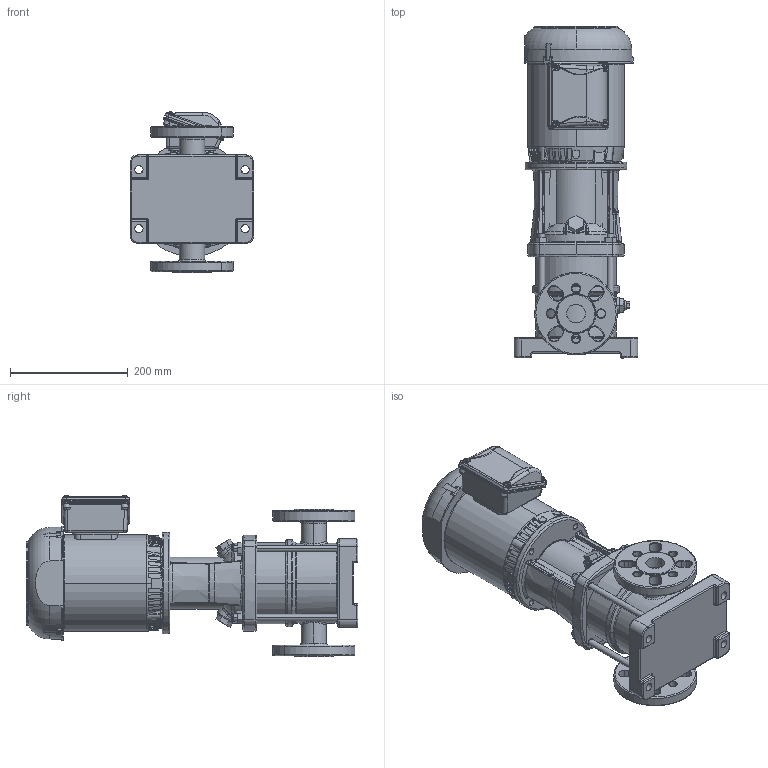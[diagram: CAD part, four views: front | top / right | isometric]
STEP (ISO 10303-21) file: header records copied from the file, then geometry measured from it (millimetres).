
FILE_DESCRIPTION (( 'STEP AP203' ), '1' );
FILE_NAME ('3303038 - MVI-20-3-1 HP-56C-304-E-208-230_460~3.step', '2022-03-30T16:40:01', ( '' ), ( '' ), 'SwSTEP 2.0', 'SolidWorks 2021', '' );
FILE_SCHEMA (( 'CONFIG_CONTROL_DESIGN' ));
Length unit declared in the file: inch
Products named in the file (5): 3303038 - MVI-20-3-1 HP-56C-304-E-208-230_460~3; 2700086 - NEMA V2 1 HP 56C 208-230_460~3 TEFC; MVI PEO - [304-EPDM]_3304038 - MVI-20-3-1 HP-56C-304-E-S; TEFC MOTOR_2700086 - NEMA V2 1 HP 56C 208-230_460~3 TEFC; sbi_n_5-3_flange(NEMA)
Assembly tree (4 placements, depth 3):
  3303038 - MVI-20-3-1 HP-56C-304-E-208-230_460~3
    MVI PEO - [304-EPDM]_3304038 - MVI-20-3-1 HP-56C-304-E-S
      sbi_n_5-3_flange(NEMA)
    TEFC MOTOR_2700086 - NEMA V2 1 HP 56C 208-230_460~3 TEFC
      2700086 - NEMA V2 1 HP 56C 208-230_460~3 TEFC
Bounding box: 210 x 562.7 x 274.39 mm (x, y, z)
Volume: 11772442 mm3; surface area: 911644.7 mm2
Topology: 18 solids, 34 shells, 2170 faces, 5596 edges, 3531 vertices
Faces by surface type: plane 668, cylinder 569, bspline 508, cone 330, torus 85, sphere 10
Entity records: 108006 total; most frequent: CARTESIAN_POINT 60490, ORIENTED_EDGE 11092, DIRECTION 7991, EDGE_CURVE 5546, VERTEX_POINT 3523, AXIS2_PLACEMENT_3D 3125, EDGE_LOOP 2321, FACE_OUTER_BOUND 2170
